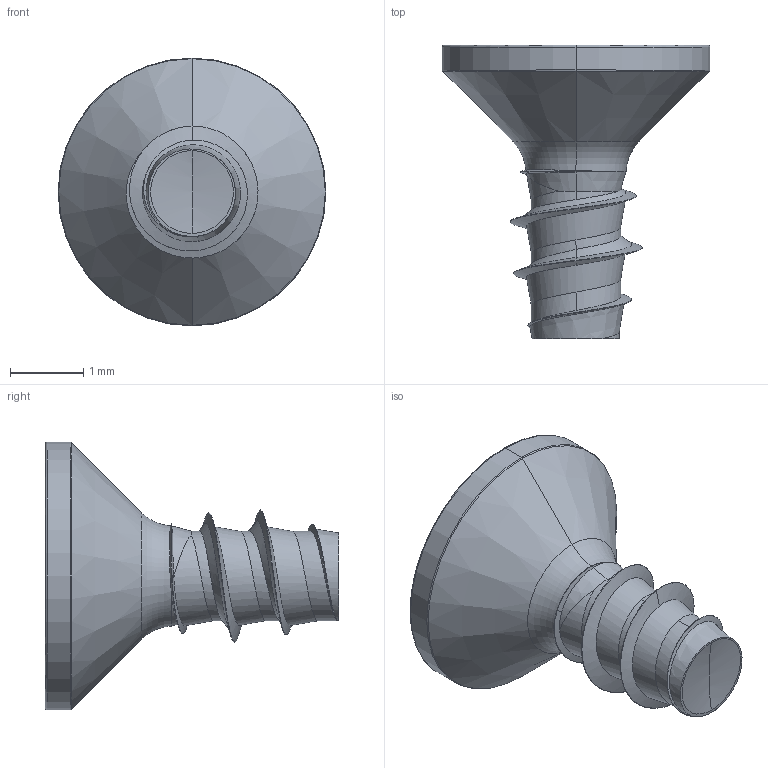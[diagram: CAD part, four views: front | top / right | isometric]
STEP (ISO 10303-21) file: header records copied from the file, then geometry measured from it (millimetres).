
FILE_DESCRIPTION (( 'STEP AP203' ), '1' );
FILE_NAME ('STP410180040.STEP', '2017-08-16T13:22:12', ( '' ), ( '' ), 'SwSTEP 2.0', 'SolidWorks 2015', '' );
FILE_SCHEMA (( 'CONFIG_CONTROL_DESIGN' ));
Length unit declared in the file: millimetre
Products named in the file (1): STP410180040
Bounding box: 3.65 x 4 x 3.65 mm (x, y, z)
Volume: 11.7 mm3; surface area: 46.2 mm2
Topology: 1 solids, 1 shells, 87 faces, 211 edges, 126 vertices
Faces by surface type: bspline 35, cylinder 29, cone 12, torus 6, plane 3, sphere 2
Entity records: 8046 total; most frequent: CARTESIAN_POINT 6255, ORIENTED_EDGE 418, DIRECTION 270, EDGE_CURVE 209, VERTEX_POINT 126, AXIS2_PLACEMENT_3D 113, B_SPLINE_CURVE_WITH_KNOTS 99, EDGE_LOOP 89
